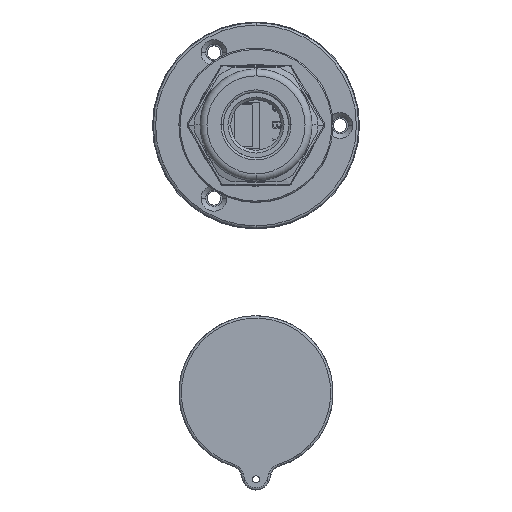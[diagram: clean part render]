
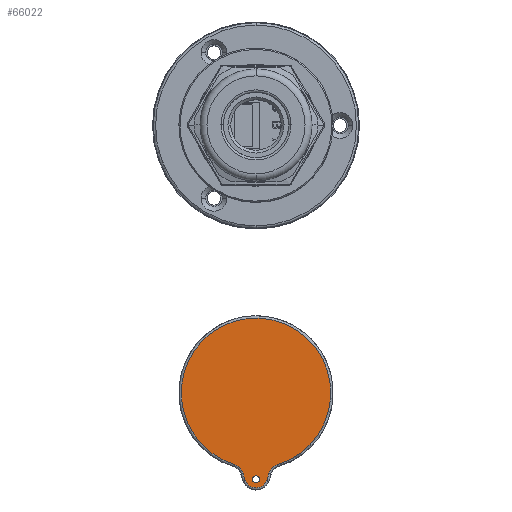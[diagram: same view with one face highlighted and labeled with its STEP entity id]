
A CAD part, top view. The second image highlights one B-rep face of the part: STEP entity #66022.
In plain terms, the highlighted face is planar.
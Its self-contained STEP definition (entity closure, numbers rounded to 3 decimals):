
#65359=CARTESIAN_POINT('',(17.787,16.,0.));
#65360=DIRECTION('',(0.,-1.,0.));
#65361=DIRECTION('',(0.413,0.,-0.911));
#65362=AXIS2_PLACEMENT_3D('',#65359,#65360,#65361);
#65364=CARTESIAN_POINT('',(16.051,16.,-3.824));
#65365=DIRECTION('',(0.,-1.,0.));
#65366=DIRECTION('',(0.413,0.,0.911));
#65367=AXIS2_PLACEMENT_3D('',#65364,#65365,#65366);
#65369=CARTESIAN_POINT('',(17.749,16.,5.218));
#65370=DIRECTION('',(0.,1.,0.));
#65371=DIRECTION('',(-0.185,0.,-0.983));
#65372=AXIS2_PLACEMENT_3D('',#65369,#65370,#65371);
#65374=CARTESIAN_POINT('',(0.,16.,0.));
#65375=DIRECTION('',(0.,-1.,0.));
#65376=DIRECTION('',(0.959,0.,0.282));
#65377=AXIS2_PLACEMENT_3D('',#65374,#65375,#65376);
#65379=CARTESIAN_POINT('',(0.,16.,0.));
#65380=DIRECTION('',(0.,-1.,0.));
#65381=DIRECTION('',(-0.961,0.,0.275));
#65382=AXIS2_PLACEMENT_3D('',#65379,#65380,#65381);
#65384=CARTESIAN_POINT('',(17.749,16.,-5.218));
#65385=DIRECTION('',(0.,1.,0.));
#65386=DIRECTION('',(-0.959,0.,0.282));
#65387=AXIS2_PLACEMENT_3D('',#65384,#65385,#65386);
#65389=CARTESIAN_POINT('',(16.051,16.,3.824));
#65390=DIRECTION('',(0.,-1.,0.));
#65391=DIRECTION('',(0.185,0.,-0.983));
#65392=AXIS2_PLACEMENT_3D('',#65389,#65390,#65391);
#65394=CARTESIAN_POINT('',(18.5,16.,0.));
#65395=DIRECTION('',(0.,1.,0.));
#65396=DIRECTION('',(1.,0.,0.));
#65397=AXIS2_PLACEMENT_3D('',#65394,#65395,#65396);
#65399=CARTESIAN_POINT('',(18.5,16.,0.));
#65400=DIRECTION('',(0.,1.,0.));
#65401=DIRECTION('',(-1.,0.,0.));
#65402=AXIS2_PLACEMENT_3D('',#65399,#65400,#65401);
#65646=CARTESIAN_POINT('',(17.75,16.,0.));
#65647=VERTEX_POINT('',#65646);
#65648=CARTESIAN_POINT('',(19.25,16.,0.));
#65649=VERTEX_POINT('',#65648);
#65650=CARTESIAN_POINT('',(18.821,16.,-2.276));
#65651=CARTESIAN_POINT('',(18.821,16.,2.276));
#65652=VERTEX_POINT('',#65650);
#65653=VERTEX_POINT('',#65651);
#65654=CARTESIAN_POINT('',(17.287,16.,2.761));
#65655=VERTEX_POINT('',#65654);
#65656=CARTESIAN_POINT('',(15.35,16.,4.513));
#65657=VERTEX_POINT('',#65656);
#65658=CARTESIAN_POINT('',(-15.382,16.,4.404));
#65659=CARTESIAN_POINT('',(15.35,16.,-4.513));
#65660=VERTEX_POINT('',#65658);
#65661=VERTEX_POINT('',#65659);
#65662=CARTESIAN_POINT('',(17.287,16.,-2.761));
#65663=VERTEX_POINT('',#65662);
#65996=CARTESIAN_POINT('',(0.,16.,0.));
#65997=DIRECTION('',(0.,-1.,0.));
#65998=DIRECTION('',(-1.,0.,0.));
#65999=AXIS2_PLACEMENT_3D('',#65996,#65997,#65998);
#66000=PLANE('',#65999);
#66001=ORIENTED_EDGE('',*,*,#65986,.T.);
#66003=ORIENTED_EDGE('',*,*,#66002,.T.);
#66005=ORIENTED_EDGE('',*,*,#66004,.T.);
#66007=ORIENTED_EDGE('',*,*,#66006,.T.);
#66009=ORIENTED_EDGE('',*,*,#66008,.T.);
#66011=ORIENTED_EDGE('',*,*,#66010,.T.);
#66013=ORIENTED_EDGE('',*,*,#66012,.T.);
#66014=EDGE_LOOP('',(#66001,#66003,#66005,#66007,#66009,#66011,#66013));
#66015=FACE_OUTER_BOUND('',#66014,.F.);
#66017=ORIENTED_EDGE('',*,*,#66016,.T.);
#66019=ORIENTED_EDGE('',*,*,#66018,.T.);
#66020=EDGE_LOOP('',(#66017,#66019));
#66021=FACE_BOUND('',#66020,.F.);
#66022=ADVANCED_FACE('',(#66015,#66021),#66000,.F.);
#65363=CIRCLE('',#65362,2.5);
#65368=CIRCLE('',#65367,6.7);
#65373=CIRCLE('',#65372,2.5);
#65378=CIRCLE('',#65377,16.);
#65383=CIRCLE('',#65382,16.);
#65388=CIRCLE('',#65387,2.5);
#65393=CIRCLE('',#65392,6.7);
#65398=CIRCLE('',#65397,0.75);
#65403=CIRCLE('',#65402,0.75);
#65986=EDGE_CURVE('',#65652,#65653,#65363,.T.);
#66002=EDGE_CURVE('',#65653,#65655,#65368,.T.);
#66004=EDGE_CURVE('',#65655,#65657,#65373,.T.);
#66006=EDGE_CURVE('',#65657,#65660,#65378,.T.);
#66008=EDGE_CURVE('',#65660,#65661,#65383,.T.);
#66010=EDGE_CURVE('',#65661,#65663,#65388,.T.);
#66012=EDGE_CURVE('',#65663,#65652,#65393,.T.);
#66016=EDGE_CURVE('',#65649,#65647,#65398,.T.);
#66018=EDGE_CURVE('',#65647,#65649,#65403,.T.);
